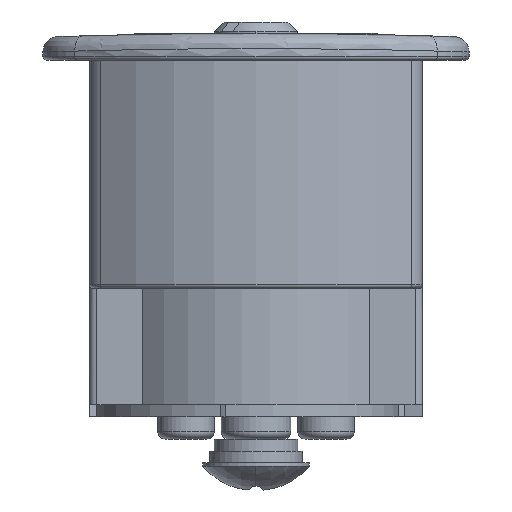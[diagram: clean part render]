
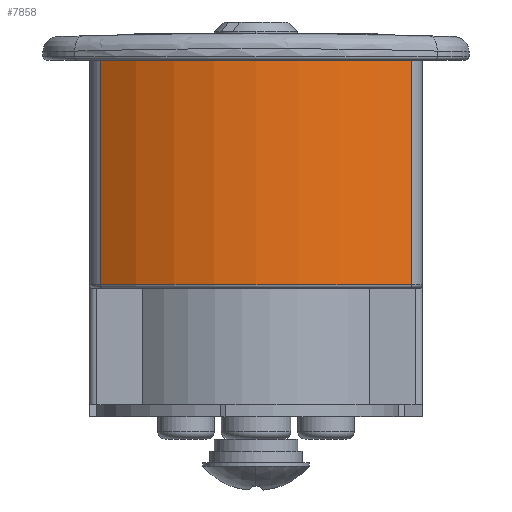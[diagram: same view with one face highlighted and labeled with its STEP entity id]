
A CAD part, front view. The second image highlights one B-rep face of the part: STEP entity #7858.
In plain terms, the highlighted cylindrical face has radius 34.5 mm (diameter 69 mm), a partial arc.
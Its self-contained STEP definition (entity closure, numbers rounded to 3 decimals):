
#16 = CIRCLE ( 'NONE', #103, 34.5 ) ;
#22 = VECTOR ( 'NONE', #7357, 1000. ) ;
#101 = VECTOR ( 'NONE', #7291, 1000. ) ;
#103 = AXIS2_PLACEMENT_3D ( 'NONE', #7528, #7171, #7270 ) ;
#1590 = EDGE_CURVE ( 'NONE', #2771, #6582, #17521, .T. ) ;
#1592 = EDGE_CURVE ( 'NONE', #2717, #2771, #16, .T. ) ;
#1593 = EDGE_CURVE ( 'NONE', #2717, #6581, #17523, .T. ) ;
#2717 = VERTEX_POINT ( 'NONE', #9190 ) ;
#2771 = VERTEX_POINT ( 'NONE', #9196 ) ;
#4531 = AXIS2_PLACEMENT_3D ( 'NONE', #8882, #8883, #8884 ) ;
#5256 = EDGE_CURVE ( 'NONE', #6581, #6582, #14459, .T. ) ;
#6581 = VERTEX_POINT ( 'NONE', #12174 ) ;
#6582 = VERTEX_POINT ( 'NONE', #12175 ) ;
#7171 = DIRECTION ( 'NONE',  ( 0., 0., 1. ) ) ;
#7269 = CARTESIAN_POINT ( 'NONE',  ( -20.477, -55.766, -46.9 ) ) ;
#7270 = DIRECTION ( 'NONE',  ( -1., 0., 0. ) ) ;
#7291 = DIRECTION ( 'NONE',  ( 0., 0., 1. ) ) ;
#7306 = CARTESIAN_POINT ( 'NONE',  ( 20.477, -55.766, -46.9 ) ) ;
#7357 = DIRECTION ( 'NONE',  ( 0., 0., 1. ) ) ;
#7528 = CARTESIAN_POINT ( 'NONE',  ( 0., -28., -29.5 ) ) ;
#7858 = ADVANCED_FACE ( 'NONE', ( #19565 ), #19563, .T. ) ;
#8882 = CARTESIAN_POINT ( 'NONE',  ( 0., -28., -46.9 ) ) ;
#8883 = DIRECTION ( 'NONE',  ( 0., 0., 1. ) ) ;
#8884 = DIRECTION ( 'NONE',  ( 1., 0., 0. ) ) ;
#9190 = CARTESIAN_POINT ( 'NONE',  ( -20.477, -55.766, -29.5 ) ) ;
#9196 = CARTESIAN_POINT ( 'NONE',  ( 20.477, -55.766, -29.5 ) ) ;
#12174 = CARTESIAN_POINT ( 'NONE',  ( -20.477, -55.766, 0. ) ) ;
#12175 = CARTESIAN_POINT ( 'NONE',  ( 20.477, -55.766, 0. ) ) ;
#12753 = ORIENTED_EDGE ( 'NONE', *, *, #1593, .F. ) ;
#12754 = ORIENTED_EDGE ( 'NONE', *, *, #1590, .T. ) ;
#12755 = ORIENTED_EDGE ( 'NONE', *, *, #1592, .T. ) ;
#12756 = ORIENTED_EDGE ( 'NONE', *, *, #5256, .F. ) ;
#13119 = EDGE_LOOP ( 'NONE', ( #12753, #12755, #12754, #12756 ) ) ;
#14084 = DIRECTION ( 'NONE',  ( -1., 0., 0. ) ) ;
#14162 = DIRECTION ( 'NONE',  ( 0., 0., 1. ) ) ;
#14329 = CARTESIAN_POINT ( 'NONE',  ( 0., -28., 0. ) ) ;
#14459 = CIRCLE ( 'NONE', #14535, 34.5 ) ;
#14535 = AXIS2_PLACEMENT_3D ( 'NONE', #14329, #14162, #14084 ) ;
#17521 = LINE ( 'NONE', #7306, #101 ) ;
#17523 = LINE ( 'NONE', #7269, #22 ) ;
#19563 = CYLINDRICAL_SURFACE ( 'NONE', #4531, 34.5 ) ;
#19565 = FACE_OUTER_BOUND ( 'NONE', #13119, .T. ) ;
